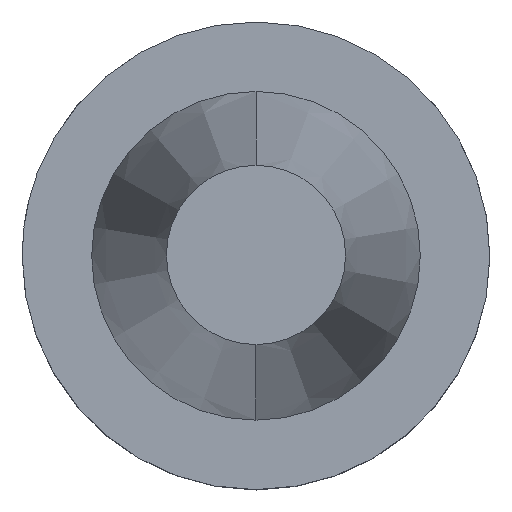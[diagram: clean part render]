
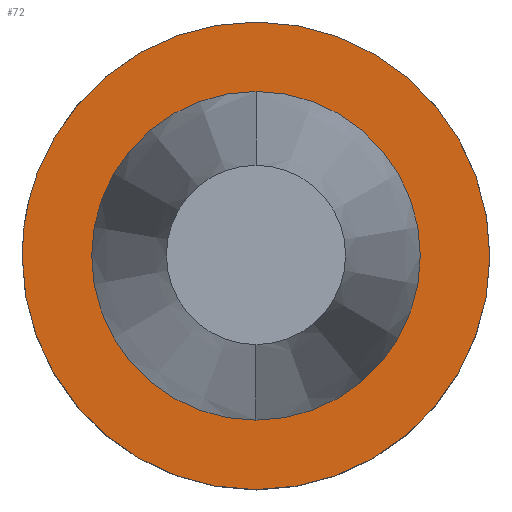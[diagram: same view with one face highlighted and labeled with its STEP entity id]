
A CAD part, top view. The second image highlights one B-rep face of the part: STEP entity #72.
In plain terms, the highlighted planar face has unit normal (0, 0, 1).
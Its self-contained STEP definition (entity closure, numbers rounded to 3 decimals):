
#72=ADVANCED_FACE('',(#93,#94),#89,.F.);
#89=PLANE('',#282);
#93=FACE_BOUND('',#113,.T.);
#94=FACE_BOUND('',#114,.T.);
#113=EDGE_LOOP('',(#140));
#114=EDGE_LOOP('',(#141,#142));
#140=ORIENTED_EDGE('',*,*,#210,.T.);
#141=ORIENTED_EDGE('',*,*,#211,.T.);
#142=ORIENTED_EDGE('',*,*,#212,.T.);
#190=VERTEX_POINT('',#406);
#191=VERTEX_POINT('',#408);
#192=VERTEX_POINT('',#409);
#210=EDGE_CURVE('',#190,#190,#235,.T.);
#211=EDGE_CURVE('',#191,#192,#236,.T.);
#212=EDGE_CURVE('',#192,#191,#237,.T.);
#235=CIRCLE('',#279,23.);
#236=CIRCLE('',#280,16.167);
#237=CIRCLE('',#281,16.167);
#279=AXIS2_PLACEMENT_3D('',#405,#323,#324);
#280=AXIS2_PLACEMENT_3D('',#407,#325,#326);
#281=AXIS2_PLACEMENT_3D('',#410,#327,#328);
#282=AXIS2_PLACEMENT_3D('',#411,#329,#330);
#323=DIRECTION('',(0.,0.,1.));
#324=DIRECTION('',(-1.,0.,0.));
#325=DIRECTION('',(0.,0.,-1.));
#326=DIRECTION('',(-1.,0.,0.));
#327=DIRECTION('',(0.,0.,-1.));
#328=DIRECTION('',(-1.,0.,0.));
#329=DIRECTION('',(0.,0.,-1.));
#330=DIRECTION('',(0.,1.,0.));
#405=CARTESIAN_POINT('',(0.,0.,-2.));
#406=CARTESIAN_POINT('',(-23.,0.,-2.));
#407=CARTESIAN_POINT('',(0.,0.,-2.));
#408=CARTESIAN_POINT('',(0.,16.167,-2.));
#409=CARTESIAN_POINT('',(0.,-16.167,-2.));
#410=CARTESIAN_POINT('',(0.,0.,-2.));
#411=CARTESIAN_POINT('',(0.,0.,-2.));
